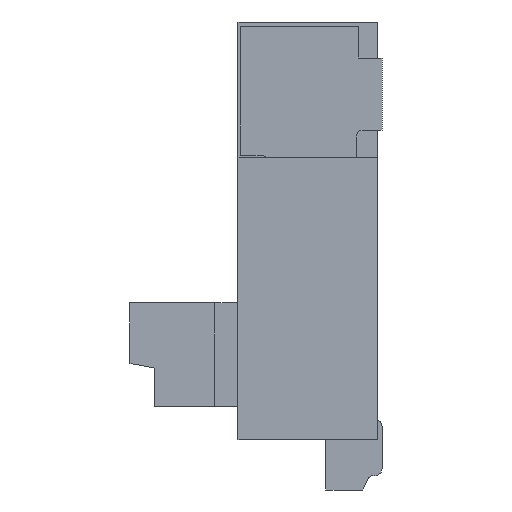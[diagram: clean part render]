
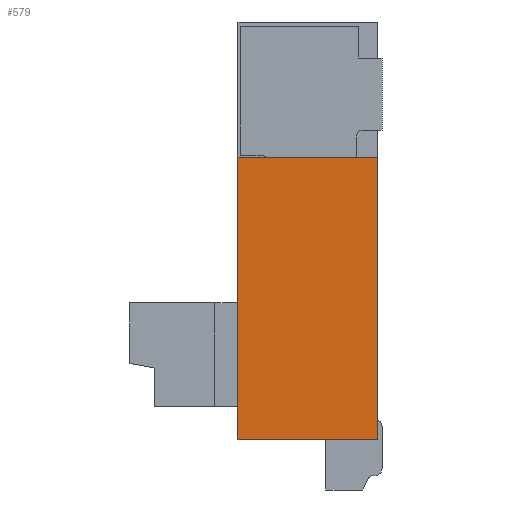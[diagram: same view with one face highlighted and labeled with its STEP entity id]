
A CAD part, left-side view. The second image highlights one B-rep face of the part: STEP entity #579.
In plain terms, the highlighted planar face has unit normal (-1, 0, 0).
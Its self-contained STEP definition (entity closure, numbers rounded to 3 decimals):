
#579 = ADVANCED_FACE( '', ( #1368 ), #1369, .F. );
#1368 = FACE_OUTER_BOUND( '', #2464, .T. );
#1369 = PLANE( '', #2465 );
#2464 = EDGE_LOOP( '', ( #3594, #3595, #3596, #3597 ) );
#2465 = AXIS2_PLACEMENT_3D( '', #3598, #3599, #3600 );
#3594 = ORIENTED_EDGE( '', *, *, #7023, .T. );
#3595 = ORIENTED_EDGE( '', *, *, #7024, .F. );
#3596 = ORIENTED_EDGE( '', *, *, #7025, .F. );
#3597 = ORIENTED_EDGE( '', *, *, #7026, .T. );
#3598 = CARTESIAN_POINT( '', ( -3.5, 0.97, 0. ) );
#3599 = DIRECTION( '', ( 1., 0., 0. ) );
#3600 = DIRECTION( '', ( 0., 0., -1. ) );
#7023 = EDGE_CURVE( '', #8437, #8438, #8439, .T. );
#7024 = EDGE_CURVE( '', #8440, #8438, #8441, .T. );
#7025 = EDGE_CURVE( '', #8442, #8440, #8443, .T. );
#7026 = EDGE_CURVE( '', #8442, #8437, #8444, .T. );
#8437 = VERTEX_POINT( '', #10507 );
#8438 = VERTEX_POINT( '', #10508 );
#8439 = LINE( '', #10509, #10510 );
#8440 = VERTEX_POINT( '', #10511 );
#8441 = LINE( '', #10512, #10513 );
#8442 = VERTEX_POINT( '', #10514 );
#8443 = LINE( '', #10515, #10516 );
#8444 = LINE( '', #10517, #10518 );
#10507 = CARTESIAN_POINT( '', ( -3.5, 0., 0. ) );
#10508 = CARTESIAN_POINT( '', ( -3.5, 0., 1.96 ) );
#10509 = CARTESIAN_POINT( '', ( -3.5, 0., 0. ) );
#10510 = VECTOR( '', #13444, 1000. );
#10511 = CARTESIAN_POINT( '', ( -3.5, 0.97, 1.96 ) );
#10512 = CARTESIAN_POINT( '', ( -3.5, 0.97, 1.96 ) );
#10513 = VECTOR( '', #13445, 1000. );
#10514 = CARTESIAN_POINT( '', ( -3.5, 0.97, 0. ) );
#10515 = CARTESIAN_POINT( '', ( -3.5, 0.97, 0. ) );
#10516 = VECTOR( '', #13446, 1000. );
#10517 = CARTESIAN_POINT( '', ( -3.5, 0.97, 0. ) );
#10518 = VECTOR( '', #13447, 1000. );
#13444 = DIRECTION( '', ( 0., 0., 1. ) );
#13445 = DIRECTION( '', ( 0., -1., 0. ) );
#13446 = DIRECTION( '', ( 0., 0., 1. ) );
#13447 = DIRECTION( '', ( 0., -1., 0. ) );
